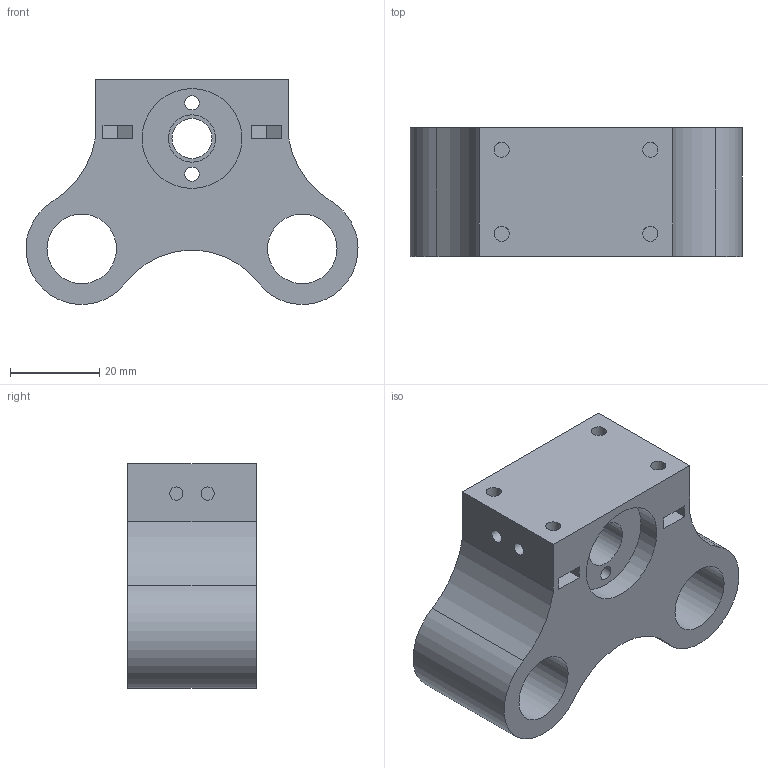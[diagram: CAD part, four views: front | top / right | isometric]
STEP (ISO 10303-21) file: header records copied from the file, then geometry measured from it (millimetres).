
FILE_DESCRIPTION(/* description */ (''),/* implementation_level */ '2;1');
FILE_NAME(/* name */ 'plunger_stand .step',/* time_stamp */ '2022-03-31T13:14:51-05:00',/* author */ (''),/* organization */ (''),/* preprocessor_version */ 'ST-DEVELOPER v18.1',/* originating_system */ 'Autodesk Translation Framework v10.13.0.1454',/* authorisation */ '');
FILE_SCHEMA (('AUTOMOTIVE_DESIGN { 1 0 10303 214 3 1 1 }'));
Length unit declared in the file: metre
Products named in the file (1): embolo_stand
Bounding box: 74.5 x 28.9 x 50.41 mm (x, y, z)
Volume: 57143.7 mm3; surface area: 17060.2 mm2
Topology: 1 solids, 1 shells, 73 faces, 171 edges, 114 vertices
Faces by surface type: plane 51, cylinder 22
Full cylindrical faces by diameter (mm): 3 x2, 3.2 x2, 3.398 x8, 9 x1, 10.6 x1, 15.6 x2, 22.4 x1
Entity records: 2165 total; most frequent: DIRECTION 363, CARTESIAN_POINT 359, ORIENTED_EDGE 342, EDGE_CURVE 171, LINE 127, VECTOR 127, AXIS2_PLACEMENT_3D 118, VERTEX_POINT 114
